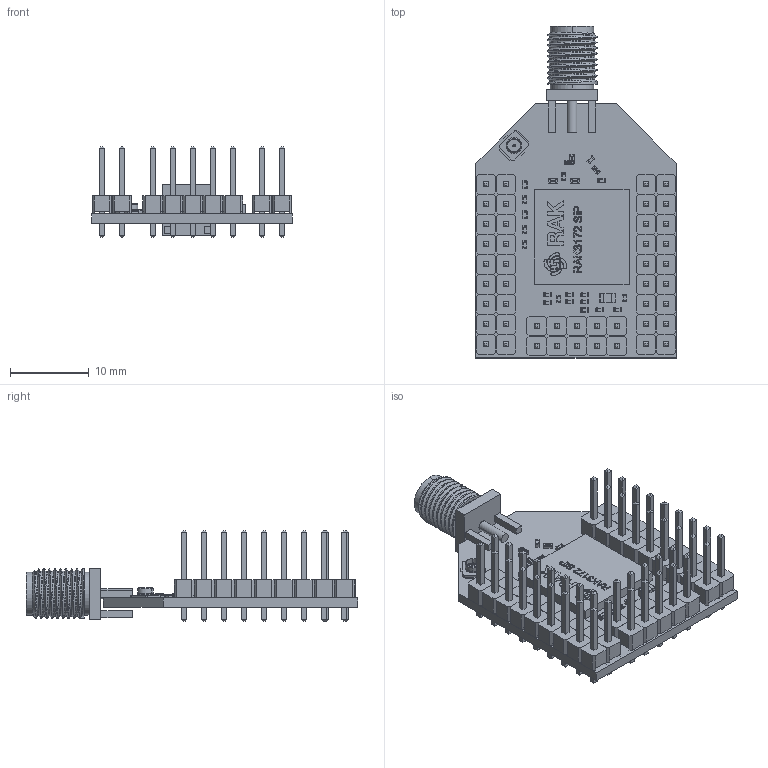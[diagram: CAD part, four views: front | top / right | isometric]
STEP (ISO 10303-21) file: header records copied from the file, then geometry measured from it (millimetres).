
FILE_DESCRIPTION(('Open CASCADE Model'),'2;1');
FILE_NAME('Open CASCADE Shape Model','2022-03-29T17:25:37',('Author'),( 'Open CASCADE'),'Open CASCADE STEP processor 6.8','Open CASCADE 6.8' ,'Unknown');
FILE_SCHEMA(('AUTOMOTIVE_DESIGN { 1 0 10303 214 1 1 1 1 }'));
Length unit declared in the file: millimetre
Products named in the file (53): PCB; Board; Open CASCADE STEP translator 6.8 2.1.1; C3; C0402; C1; C2; C4; C5; C15; C9; C14; C16; C8; C13; C12; C11; C10; C6; C7; R1; RES_1005-0402; R2; R3; R4; R5; J7; User_Library-Header_Male_4Pin; PinArray; BodyArray; J8; J2; sma-ke; J1; UFL-R-SMD; Part_525; Part_739; Part_578; Part_540; Part_562 ...
Assembly tree (88 placements, depth 4):
  PCB
    Board
      Open CASCADE STEP translator 6.8 2.1.1
    C3
      C0402
    C1
      C0402
    C2
      C0402
    C4
      C0402
    C5
      C0402
    C15
      C0402
    C9
      C0402
    C14
      C0402
    C16
      C0402
    C8
      C0402
    C13
      C0402
    C12
      C0402
    C11
      C0402
    C10
      C0402
    C6
      C0402
    C7
      C0402
    R1
      RES_1005-0402
    R2
      RES_1005-0402
    R3
      RES_1005-0402
    R4
      RES_1005-0402
    R5
      RES_1005-0402
    J7
      User_Library-Header_Male_4Pin  x2
        PinArray
        BodyArray
    J8
      User_Library-Header_Male_4Pin  x2
        PinArray
        BodyArray
    J2
      sma-ke
    J1
      UFL-R-SMD
        Part_525
        Part_739
        Part_578
Bounding box: 25.4 x 42.12 x 11.54 mm (x, y, z)
Volume: 2372.8 mm3; surface area: 7023.9 mm2
Topology: 177 solids, 177 shells, 4804 faces, 11065 edges, 6607 vertices
Faces by surface type: plane 3242, cylinder 617, bspline 387, sphere 320, extrusion 226, cone 12
Full cylindrical faces by diameter (mm): 1.17 x46
Entity records: 49207 total; most frequent: CARTESIAN_POINT 15452, ORIENTED_EDGE 6370, DIRECTION 5384, EDGE_CURVE 3185, VECTOR 2532, LINE 2306, VERTEX_POINT 2057, FACE_BOUND 1524
